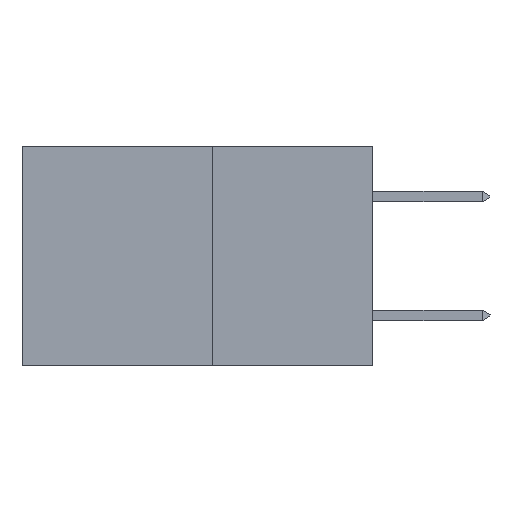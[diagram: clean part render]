
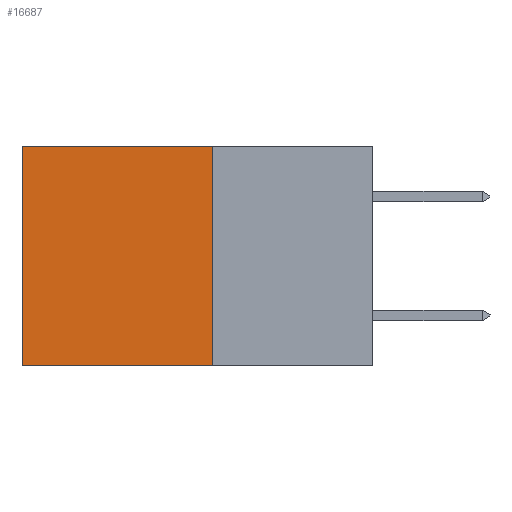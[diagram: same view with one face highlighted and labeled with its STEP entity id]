
A CAD part, left-side view. The second image highlights one B-rep face of the part: STEP entity #16687.
In plain terms, the highlighted planar face has unit normal (-1, 0, 0).
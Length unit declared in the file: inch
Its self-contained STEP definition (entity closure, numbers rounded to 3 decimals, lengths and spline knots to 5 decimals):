
#1071 = ORIENTED_EDGE ( 'NONE', *, *, #12152, .F. ) ;
#1753 = CARTESIAN_POINT ( 'NONE',  ( 0.277, 0.59, -0.37 ) ) ;
#1809 = CARTESIAN_POINT ( 'NONE',  ( 0.277, 0.59, 0. ) ) ;
#2078 = ORIENTED_EDGE ( 'NONE', *, *, #6726, .T. ) ;
#2699 = EDGE_LOOP ( 'NONE', ( #9204, #7182, #1071, #2078 ) ) ;
#2883 = VECTOR ( 'NONE', #4966, 39.37008 ) ;
#3485 = CARTESIAN_POINT ( 'NONE',  ( 0.277, 0.59, -0.37 ) ) ;
#4040 = LINE ( 'NONE', #13984, #20047 ) ;
#4843 = VERTEX_POINT ( 'NONE', #1753 ) ;
#4966 = DIRECTION ( 'NONE',  ( 0., 1., 0. ) ) ;
#5466 = FACE_OUTER_BOUND ( 'NONE', #2699, .T. ) ;
#6083 = VERTEX_POINT ( 'NONE', #19951 ) ;
#6726 = EDGE_CURVE ( 'NONE', #6083, #17285, #13183, .T. ) ;
#7180 = LINE ( 'NONE', #3485, #19059 ) ;
#7182 = ORIENTED_EDGE ( 'NONE', *, *, #9375, .F. ) ;
#7985 = EDGE_CURVE ( 'NONE', #17285, #4843, #7180, .T. ) ;
#8436 = CARTESIAN_POINT ( 'NONE',  ( 0.277, 0.27, -0.37 ) ) ;
#9204 = ORIENTED_EDGE ( 'NONE', *, *, #7985, .T. ) ;
#9375 = EDGE_CURVE ( 'NONE', #17094, #4843, #19461, .T. ) ;
#10014 = DIRECTION ( 'NONE',  ( 0., 0., -1. ) ) ;
#10879 = DIRECTION ( 'NONE',  ( 0., 0., -1. ) ) ;
#11536 = PLANE ( 'NONE',  #12971 ) ;
#12152 = EDGE_CURVE ( 'NONE', #6083, #17094, #4040, .T. ) ;
#12182 = CARTESIAN_POINT ( 'NONE',  ( 0.277, 0.27, 0. ) ) ;
#12971 = AXIS2_PLACEMENT_3D ( 'NONE', #8436, #19231, #10014 ) ;
#12989 = DIRECTION ( 'NONE',  ( 0., 0., -1. ) ) ;
#13183 = LINE ( 'NONE', #12182, #17265 ) ;
#13333 = DIRECTION ( 'NONE',  ( 0., 1., 0. ) ) ;
#13984 = CARTESIAN_POINT ( 'NONE',  ( 0.277, 0.27, -0.37 ) ) ;
#16046 = CARTESIAN_POINT ( 'NONE',  ( 0.277, 0.27, -0.37 ) ) ;
#16687 = ADVANCED_FACE ( 'NONE', ( #5466 ), #11536, .F. ) ;
#17094 = VERTEX_POINT ( 'NONE', #17162 ) ;
#17162 = CARTESIAN_POINT ( 'NONE',  ( 0.277, 0.27, -0.37 ) ) ;
#17265 = VECTOR ( 'NONE', #13333, 39.37008 ) ;
#17285 = VERTEX_POINT ( 'NONE', #1809 ) ;
#19059 = VECTOR ( 'NONE', #12989, 39.37008 ) ;
#19231 = DIRECTION ( 'NONE',  ( 1., 0., 0. ) ) ;
#19461 = LINE ( 'NONE', #16046, #2883 ) ;
#19951 = CARTESIAN_POINT ( 'NONE',  ( 0.277, 0.27, 0. ) ) ;
#20047 = VECTOR ( 'NONE', #10879, 39.37008 ) ;
